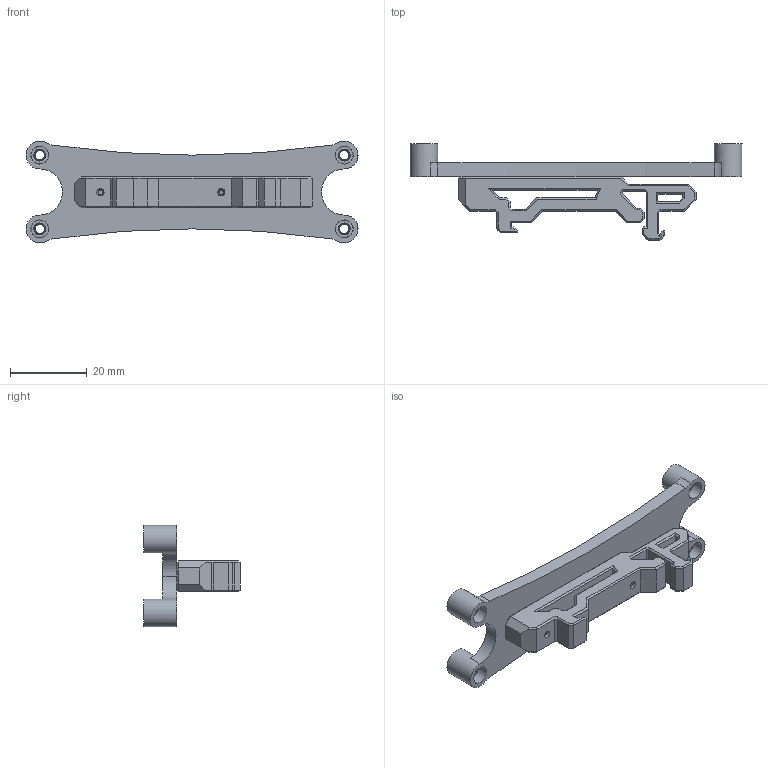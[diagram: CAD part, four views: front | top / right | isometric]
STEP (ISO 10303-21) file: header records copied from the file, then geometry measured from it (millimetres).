
FILE_DESCRIPTION(/* description */ (''),/* implementation_level */ '2;1');
FILE_NAME(/* name */ 'FLY-UTOC.step',/* time_stamp */ '2022-05-05T13:56:33-04:00',/* author */ (''),/* organization */ (''),/* preprocessor_version */ 'ST-DEVELOPER v18.1',/* originating_system */ 'Autodesk Translation Framework v10.14.0.1471',/* authorisation */ '');
FILE_SCHEMA (('AUTOMOTIVE_DESIGN { 1 0 10303 214 3 1 1 }'));
Length unit declared in the file: millimetre
Products named in the file (4): FLY-UTOC; PCB_DIN_Clip; M3 Threaded Insert; M2x10 self-tapping
Assembly tree (7 placements, depth 2):
  FLY-UTOC
    PCB_DIN_Clip
    M3 Threaded Insert  x4
    M2x10 self-tapping  x2
Bounding box: 86.53 x 25.2 x 26.43 mm (x, y, z)
Volume: 10299.4 mm3; surface area: 9174.4 mm2
Topology: 8 solids, 8 shells, 1522 faces, 4317 edges, 2842 vertices
Faces by surface type: bspline 704, cylinder 476, plane 308, cone 30, torus 4
Full cylindrical faces by diameter (mm): 1.15 x20, 1.9 x2, 2 x20, 2.4 x2, 2.5 x28, 3.041 x28, 3.2 x4, 3.5 x2, 4 x2, 4.4 x8, 4.5 x4, 4.7 x4, 7.2 x4
Entity records: 35298 total; most frequent: CARTESIAN_POINT 20184, ORIENTED_EDGE 3544, DIRECTION 2759, EDGE_CURVE 1772, VERTEX_POINT 1143, AXIS2_PLACEMENT_3D 1039, EDGE_LOOP 693, LINE 681
